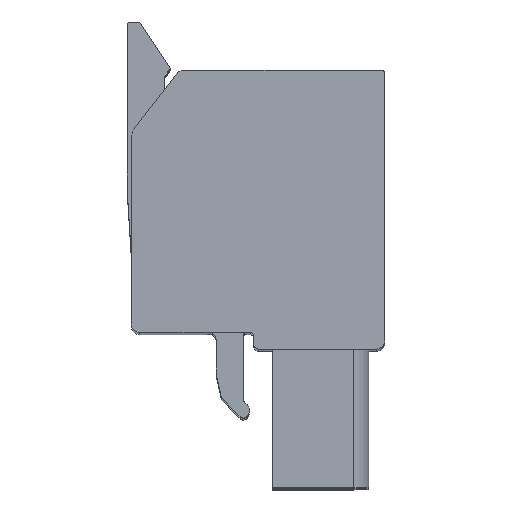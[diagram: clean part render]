
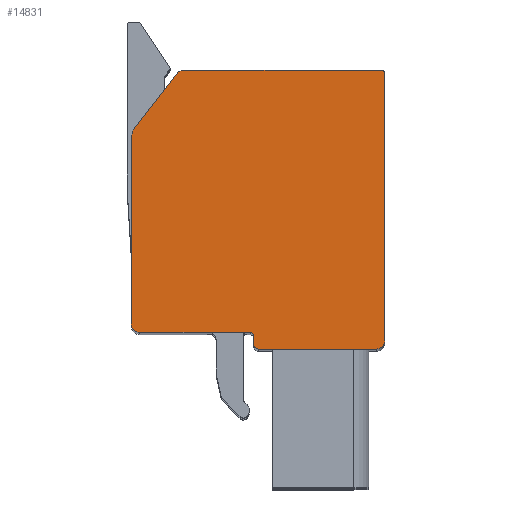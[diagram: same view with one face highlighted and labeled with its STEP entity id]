
A CAD part, top view. The second image highlights one B-rep face of the part: STEP entity #14831.
In plain terms, the highlighted planar face has unit normal (0, 0, 1).
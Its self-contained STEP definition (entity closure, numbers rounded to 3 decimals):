
#432=DIRECTION('',(1.,0.,0.));
#433=VECTOR('',#432,7.05);
#434=CARTESIAN_POINT('',(9.402,11.784,2.94));
#435=LINE('',#434,#433);
#1855=CARTESIAN_POINT('',(9.402,12.084,2.94));
#1856=DIRECTION('',(0.,0.,1.));
#1857=DIRECTION('',(-1.,0.,0.));
#1858=AXIS2_PLACEMENT_3D('',#1855,#1856,#1857);
#1860=DIRECTION('',(0.,-1.,0.));
#1861=VECTOR('',#1860,0.5);
#1862=CARTESIAN_POINT('',(9.102,12.584,2.94));
#1863=LINE('',#1862,#1861);
#1864=CARTESIAN_POINT('',(8.902,12.584,2.94));
#1865=DIRECTION('',(0.,0.,-1.));
#1866=DIRECTION('',(0.,1.,0.));
#1867=AXIS2_PLACEMENT_3D('',#1864,#1865,#1866);
#1869=DIRECTION('',(1.,0.,0.));
#1870=VECTOR('',#1869,6.61);
#1871=CARTESIAN_POINT('',(2.292,12.784,2.94));
#1872=LINE('',#1871,#1870);
#1873=CARTESIAN_POINT('',(2.292,13.284,2.94));
#1874=DIRECTION('',(0.,0.,1.));
#1875=DIRECTION('',(-1.,0.,0.));
#1876=AXIS2_PLACEMENT_3D('',#1873,#1874,#1875);
#1878=DIRECTION('',(0.,-1.,0.));
#1879=VECTOR('',#1878,11.132);
#1880=CARTESIAN_POINT('',(1.792,24.416,2.94));
#1881=LINE('',#1880,#1879);
#1882=CARTESIAN_POINT('',(2.792,24.416,2.94));
#1883=DIRECTION('',(0.,0.,1.));
#1884=DIRECTION('',(-0.789,0.614,0.));
#1885=AXIS2_PLACEMENT_3D('',#1882,#1883,#1884);
#1887=DIRECTION('',(-0.614,-0.789,0.));
#1888=VECTOR('',#1887,4.1);
#1889=CARTESIAN_POINT('',(4.52,28.266,2.94));
#1890=LINE('',#1889,#1888);
#1891=CARTESIAN_POINT('',(4.915,27.959,2.94));
#1892=DIRECTION('',(0.,0.,1.));
#1893=DIRECTION('',(0.,1.,0.));
#1894=AXIS2_PLACEMENT_3D('',#1891,#1892,#1893);
#1896=DIRECTION('',(-1.,0.,0.));
#1897=VECTOR('',#1896,11.838);
#1898=CARTESIAN_POINT('',(16.752,28.459,2.94));
#1899=LINE('',#1898,#1897);
#1900=CARTESIAN_POINT('',(16.752,28.259,2.94));
#1901=DIRECTION('',(0.,0.,1.));
#1902=DIRECTION('',(1.,0.,0.));
#1903=AXIS2_PLACEMENT_3D('',#1900,#1901,#1902);
#1905=DIRECTION('',(0.,1.,0.));
#1906=VECTOR('',#1905,15.975);
#1907=CARTESIAN_POINT('',(16.952,12.284,2.94));
#1908=LINE('',#1907,#1906);
#1909=CARTESIAN_POINT('',(16.452,12.284,2.94));
#1910=DIRECTION('',(0.,0.,1.));
#1911=DIRECTION('',(0.,-1.,0.));
#1912=AXIS2_PLACEMENT_3D('',#1909,#1910,#1911);
#9439=CARTESIAN_POINT('',(2.003,25.03,2.94));
#9440=CARTESIAN_POINT('',(1.792,24.416,2.94));
#9441=VERTEX_POINT('',#9439);
#9442=VERTEX_POINT('',#9440);
#9443=CARTESIAN_POINT('',(1.792,13.284,2.94));
#9444=VERTEX_POINT('',#9443);
#9445=CARTESIAN_POINT('',(2.292,12.784,2.94));
#9446=VERTEX_POINT('',#9445);
#9447=CARTESIAN_POINT('',(8.902,12.784,2.94));
#9448=VERTEX_POINT('',#9447);
#9449=CARTESIAN_POINT('',(9.102,12.584,2.94));
#9450=VERTEX_POINT('',#9449);
#9451=CARTESIAN_POINT('',(9.102,12.084,2.94));
#9452=VERTEX_POINT('',#9451);
#9453=CARTESIAN_POINT('',(9.402,11.784,2.94));
#9454=VERTEX_POINT('',#9453);
#9455=CARTESIAN_POINT('',(16.452,11.784,2.94));
#9456=CARTESIAN_POINT('',(16.952,12.284,2.94));
#9457=VERTEX_POINT('',#9455);
#9458=VERTEX_POINT('',#9456);
#9459=CARTESIAN_POINT('',(16.952,28.259,2.94));
#9460=VERTEX_POINT('',#9459);
#9461=CARTESIAN_POINT('',(16.752,28.459,2.94));
#9462=VERTEX_POINT('',#9461);
#9463=CARTESIAN_POINT('',(4.915,28.459,2.94));
#9464=VERTEX_POINT('',#9463);
#9465=CARTESIAN_POINT('',(4.52,28.266,2.94));
#9466=VERTEX_POINT('',#9465);
#14797=CARTESIAN_POINT('',(0.,0.,2.94));
#14798=DIRECTION('',(0.,0.,1.));
#14799=DIRECTION('',(1.,0.,0.));
#14800=AXIS2_PLACEMENT_3D('',#14797,#14798,#14799);
#14801=PLANE('',#14800);
#14802=ORIENTED_EDGE('',*,*,#12160,.F.);
#14804=ORIENTED_EDGE('',*,*,#14803,.F.);
#14806=ORIENTED_EDGE('',*,*,#14805,.F.);
#14808=ORIENTED_EDGE('',*,*,#14807,.F.);
#14810=ORIENTED_EDGE('',*,*,#14809,.F.);
#14812=ORIENTED_EDGE('',*,*,#14811,.F.);
#14814=ORIENTED_EDGE('',*,*,#14813,.F.);
#14816=ORIENTED_EDGE('',*,*,#14815,.F.);
#14818=ORIENTED_EDGE('',*,*,#14817,.F.);
#14820=ORIENTED_EDGE('',*,*,#14819,.F.);
#14822=ORIENTED_EDGE('',*,*,#14821,.F.);
#14824=ORIENTED_EDGE('',*,*,#14823,.F.);
#14826=ORIENTED_EDGE('',*,*,#14825,.F.);
#14828=ORIENTED_EDGE('',*,*,#14827,.F.);
#14829=EDGE_LOOP('',(#14802,#14804,#14806,#14808,#14810,#14812,#14814,#14816,
#14818,#14820,#14822,#14824,#14826,#14828));
#14830=FACE_OUTER_BOUND('',#14829,.F.);
#14831=ADVANCED_FACE('',(#14830),#14801,.T.);
#1859=CIRCLE('',#1858,0.3);
#1868=CIRCLE('',#1867,0.2);
#1877=CIRCLE('',#1876,0.5);
#1886=CIRCLE('',#1885,1.);
#1895=CIRCLE('',#1894,0.5);
#1904=CIRCLE('',#1903,0.2);
#1913=CIRCLE('',#1912,0.5);
#12160=EDGE_CURVE('',#9454,#9457,#435,.T.);
#14803=EDGE_CURVE('',#9452,#9454,#1859,.T.);
#14805=EDGE_CURVE('',#9450,#9452,#1863,.T.);
#14807=EDGE_CURVE('',#9448,#9450,#1868,.T.);
#14809=EDGE_CURVE('',#9446,#9448,#1872,.T.);
#14811=EDGE_CURVE('',#9444,#9446,#1877,.T.);
#14813=EDGE_CURVE('',#9442,#9444,#1881,.T.);
#14815=EDGE_CURVE('',#9441,#9442,#1886,.T.);
#14817=EDGE_CURVE('',#9466,#9441,#1890,.T.);
#14819=EDGE_CURVE('',#9464,#9466,#1895,.T.);
#14821=EDGE_CURVE('',#9462,#9464,#1899,.T.);
#14823=EDGE_CURVE('',#9460,#9462,#1904,.T.);
#14825=EDGE_CURVE('',#9458,#9460,#1908,.T.);
#14827=EDGE_CURVE('',#9457,#9458,#1913,.T.);
